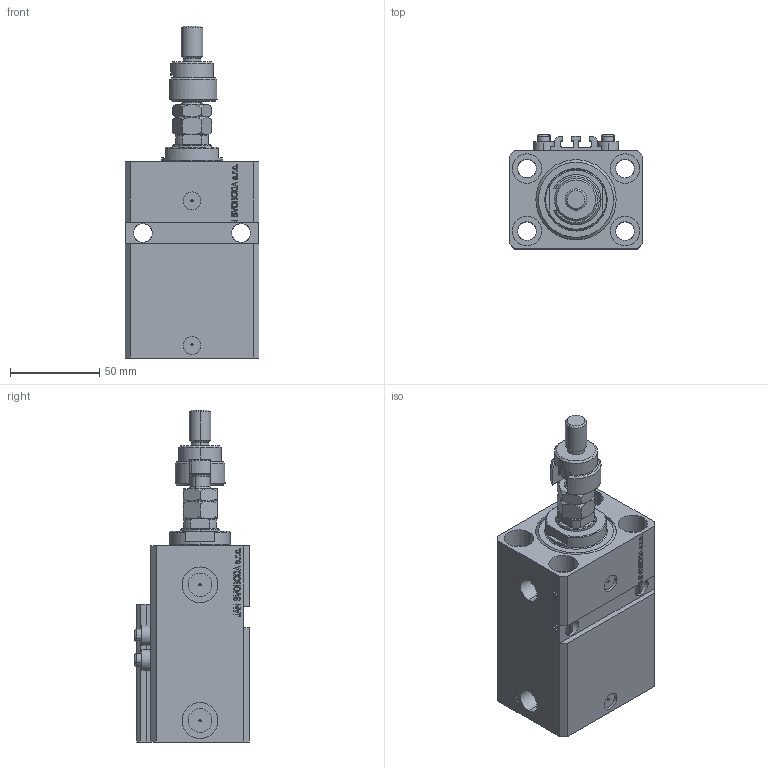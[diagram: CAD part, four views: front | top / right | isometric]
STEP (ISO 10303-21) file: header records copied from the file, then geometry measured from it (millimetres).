
FILE_DESCRIPTION (( 'STEP AP203' ), '1' );
FILE_NAME ('20a4.STEP', '2022-04-09T14:35:15', ( '' ), ( '' ), 'SwSTEP 2.0', 'SolidWorks 2019', '' );
FILE_SCHEMA (( 'CONFIG_CONTROL_DESIGN' ));
Length unit declared in the file: millimetre
Products named in the file (8): V250CE_E_Body 20d3bb96b75775508699e585eb2c91ea; MFA 20d3bb96b75775508699e585eb2c91ea; FEMALE_PART_FOR_DFA 20d3bb96b75775508699e585eb2c91ea; ALLEN BOLT V250CE 20d3bb96b75775508699e585eb2c91ea; V250CE_C_VCP 20d3bb96b75775508699e585eb2c91ea; DFA 20d3bb96b75775508699e585eb2c91ea; V250CE_VC_E 20d3bb96b75775508699e585eb2c91ea; 20a4
Assembly tree (10 placements, depth 3):
  20a4
    V250CE_E_Body 20d3bb96b75775508699e585eb2c91ea
    ALLEN BOLT V250CE 20d3bb96b75775508699e585eb2c91ea  x4
    V250CE_C_VCP 20d3bb96b75775508699e585eb2c91ea
    V250CE_VC_E 20d3bb96b75775508699e585eb2c91ea
    DFA 20d3bb96b75775508699e585eb2c91ea
      FEMALE_PART_FOR_DFA 20d3bb96b75775508699e585eb2c91ea
      MFA 20d3bb96b75775508699e585eb2c91ea
Bounding box: 75 x 64 x 185.9 mm (x, y, z)
Volume: 402021.6 mm3; surface area: 104971.5 mm2
Topology: 10 solids, 10 shells, 1165 faces, 2886 edges, 1859 vertices
Faces by surface type: plane 546, bspline 354, cylinder 151, cone 96, torus 18
Entity records: 50171 total; most frequent: CARTESIAN_POINT 25539, ORIENTED_EDGE 5462, DIRECTION 3735, EDGE_CURVE 2731, VERTEX_POINT 1775, LINE 1593, VECTOR 1593, EDGE_LOOP 1230
